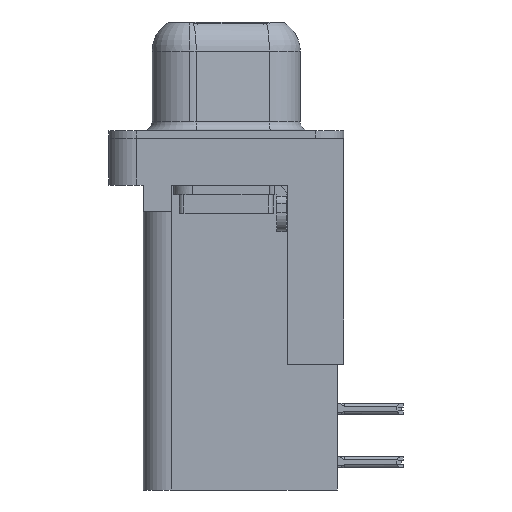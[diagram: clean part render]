
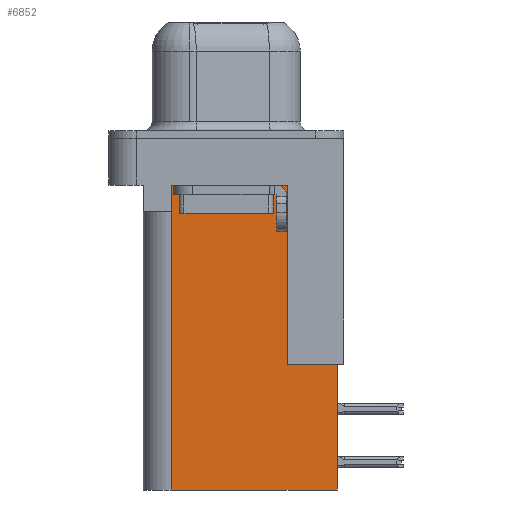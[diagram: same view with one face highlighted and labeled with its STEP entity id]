
A CAD part, left-side view. The second image highlights one B-rep face of the part: STEP entity #6852.
In plain terms, the highlighted planar face has unit normal (-1, 0, 0).
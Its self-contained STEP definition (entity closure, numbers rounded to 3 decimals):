
#99 = DIRECTION ( 'NONE',  ( 0., 0., -1. ) ) ;
#360 = CARTESIAN_POINT ( 'NONE',  ( 3.79, -3.295, -12.05 ) ) ;
#432 = CARTESIAN_POINT ( 'NONE',  ( 3.79, -5.925, -18.76 ) ) ;
#553 = ORIENTED_EDGE ( 'NONE', *, *, #17262, .F. ) ;
#2108 = VERTEX_POINT ( 'NONE', #432 ) ;
#2597 = EDGE_CURVE ( 'NONE', #2108, #18370, #10417, .T. ) ;
#2798 = CARTESIAN_POINT ( 'NONE',  ( 3.79, 2.895, -3.9 ) ) ;
#3058 = DIRECTION ( 'NONE',  ( 0., 1., 0. ) ) ;
#3245 = AXIS2_PLACEMENT_3D ( 'NONE', #6048, #5984, #5901 ) ;
#3792 = ORIENTED_EDGE ( 'NONE', *, *, #8666, .T. ) ;
#3915 = EDGE_CURVE ( 'NONE', #13095, #15202, #8996, .T. ) ;
#4077 = EDGE_LOOP ( 'NONE', ( #9015, #11703, #3792, #553, #13259, #19541, #18193, #15695 ) ) ;
#4670 = LINE ( 'NONE', #21401, #14271 ) ;
#5749 = DIRECTION ( 'NONE',  ( 0., 1., 0. ) ) ;
#5901 = DIRECTION ( 'NONE',  ( 0., 1., 0. ) ) ;
#5949 = CARTESIAN_POINT ( 'NONE',  ( 3.79, 2.895, -3.9 ) ) ;
#5984 = DIRECTION ( 'NONE',  ( 1., 0., 0. ) ) ;
#6048 = CARTESIAN_POINT ( 'NONE',  ( 3.79, -3.295, -18.76 ) ) ;
#6177 = VECTOR ( 'NONE', #21772, 1000. ) ;
#6478 = CARTESIAN_POINT ( 'NONE',  ( 3.79, 2.895, -2.5 ) ) ;
#6618 = DIRECTION ( 'NONE',  ( 0., 0., 1. ) ) ;
#6646 = VECTOR ( 'NONE', #3058, 1000. ) ;
#6852 = ADVANCED_FACE ( 'NONE', ( #20317 ), #12590, .F. ) ;
#6893 = LINE ( 'NONE', #14767, #15933 ) ;
#7371 = CARTESIAN_POINT ( 'NONE',  ( 3.79, 2.925, -18.76 ) ) ;
#7635 = VECTOR ( 'NONE', #16813, 1000. ) ;
#7705 = LINE ( 'NONE', #21094, #11948 ) ;
#7734 = EDGE_CURVE ( 'NONE', #15202, #13336, #21169, .T. ) ;
#7969 = EDGE_CURVE ( 'NONE', #7987, #2108, #12850, .T. ) ;
#7987 = VERTEX_POINT ( 'NONE', #20109 ) ;
#8614 = VECTOR ( 'NONE', #99, 1000. ) ;
#8666 = EDGE_CURVE ( 'NONE', #22623, #15025, #6893, .T. ) ;
#8699 = CARTESIAN_POINT ( 'NONE',  ( 3.79, -3.295, -18.76 ) ) ;
#8996 = LINE ( 'NONE', #8699, #18676 ) ;
#9015 = ORIENTED_EDGE ( 'NONE', *, *, #7734, .T. ) ;
#10417 = LINE ( 'NONE', #18970, #6177 ) ;
#10601 = EDGE_CURVE ( 'NONE', #7987, #13095, #7705, .T. ) ;
#10825 = DIRECTION ( 'NONE',  ( 0., 0., 1. ) ) ;
#10940 = CARTESIAN_POINT ( 'NONE',  ( 3.79, -5.925, -2. ) ) ;
#11703 = ORIENTED_EDGE ( 'NONE', *, *, #22428, .T. ) ;
#11948 = VECTOR ( 'NONE', #13642, 1000. ) ;
#12073 = CARTESIAN_POINT ( 'NONE',  ( 3.79, -3.295, -2.5 ) ) ;
#12435 = LINE ( 'NONE', #5949, #7635 ) ;
#12590 = PLANE ( 'NONE',  #3245 ) ;
#12850 = LINE ( 'NONE', #10940, #8614 ) ;
#13095 = VERTEX_POINT ( 'NONE', #360 ) ;
#13259 = ORIENTED_EDGE ( 'NONE', *, *, #2597, .F. ) ;
#13336 = VERTEX_POINT ( 'NONE', #6478 ) ;
#13642 = DIRECTION ( 'NONE',  ( 0., 1., 0. ) ) ;
#14271 = VECTOR ( 'NONE', #6618, 1000. ) ;
#14767 = CARTESIAN_POINT ( 'NONE',  ( 3.79, 0., -3.9 ) ) ;
#15025 = VERTEX_POINT ( 'NONE', #17974 ) ;
#15202 = VERTEX_POINT ( 'NONE', #20602 ) ;
#15695 = ORIENTED_EDGE ( 'NONE', *, *, #3915, .T. ) ;
#15933 = VECTOR ( 'NONE', #5749, 1000. ) ;
#16813 = DIRECTION ( 'NONE',  ( 0., 0., -1. ) ) ;
#17262 = EDGE_CURVE ( 'NONE', #18370, #15025, #4670, .T. ) ;
#17974 = CARTESIAN_POINT ( 'NONE',  ( 3.79, 2.925, -3.9 ) ) ;
#18193 = ORIENTED_EDGE ( 'NONE', *, *, #10601, .T. ) ;
#18370 = VERTEX_POINT ( 'NONE', #7371 ) ;
#18676 = VECTOR ( 'NONE', #10825, 1000. ) ;
#18970 = CARTESIAN_POINT ( 'NONE',  ( 3.79, -3.295, -18.76 ) ) ;
#19541 = ORIENTED_EDGE ( 'NONE', *, *, #7969, .F. ) ;
#20109 = CARTESIAN_POINT ( 'NONE',  ( 3.79, -5.925, -12.05 ) ) ;
#20317 = FACE_OUTER_BOUND ( 'NONE', #4077, .T. ) ;
#20602 = CARTESIAN_POINT ( 'NONE',  ( 3.79, -3.295, -2.5 ) ) ;
#21094 = CARTESIAN_POINT ( 'NONE',  ( 3.79, -6.295, -12.05 ) ) ;
#21169 = LINE ( 'NONE', #12073, #6646 ) ;
#21401 = CARTESIAN_POINT ( 'NONE',  ( 3.79, 2.925, -18.76 ) ) ;
#21772 = DIRECTION ( 'NONE',  ( 0., 1., 0. ) ) ;
#22428 = EDGE_CURVE ( 'NONE', #13336, #22623, #12435, .T. ) ;
#22623 = VERTEX_POINT ( 'NONE', #2798 ) ;
